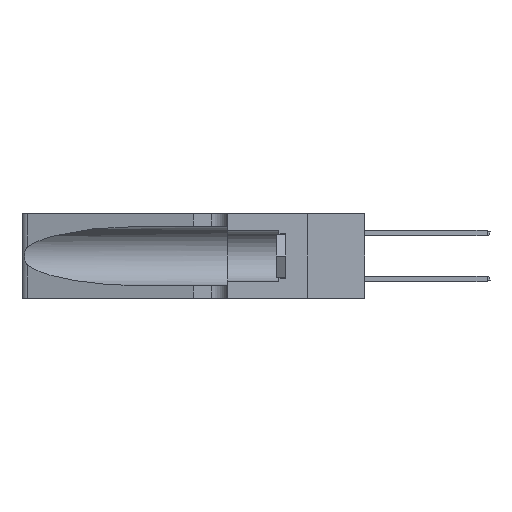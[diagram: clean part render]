
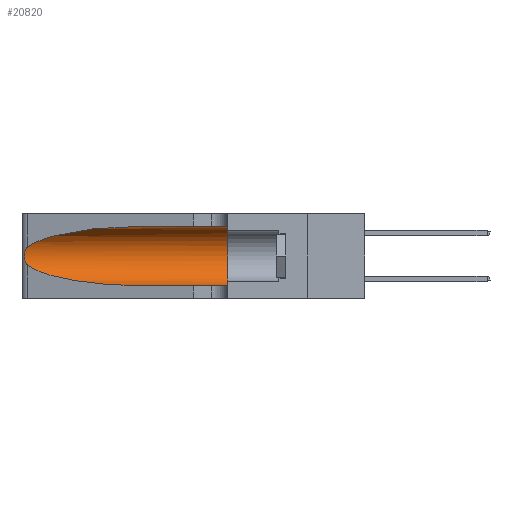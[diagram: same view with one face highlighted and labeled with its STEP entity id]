
A CAD part, left-side view. The second image highlights one B-rep face of the part: STEP entity #20820.
In plain terms, the highlighted cylindrical face has radius 3.308 mm (diameter 6.617 mm), a partial arc.
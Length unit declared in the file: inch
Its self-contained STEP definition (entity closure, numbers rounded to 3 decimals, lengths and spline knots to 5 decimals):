
#172 = CARTESIAN_POINT ( 'NONE',  ( 0.1305, 0.72297, 0.05475 ) ) ;
#477 = CARTESIAN_POINT ( 'NONE',  ( 0.26075, 1.23896, 0.178 ) ) ;
#2197 = ORIENTED_EDGE ( 'NONE', *, *, #4150, .F. ) ;
#2800 = CARTESIAN_POINT ( 'NONE',  ( 0.25856, 1.23593, 0.16098 ) ) ;
#3733 = CARTESIAN_POINT ( 'NONE',  ( 0.2373, 1.15595, 0.28018 ) ) ;
#3980 = ORIENTED_EDGE ( 'NONE', *, *, #7211, .F. ) ;
#4150 = EDGE_CURVE ( 'NONE', #17332, #8538, #28137, .T. ) ;
#4629 = CARTESIAN_POINT ( 'NONE',  ( 0.1305, 0.72297, 0.05475 ) ) ;
#5155 = CARTESIAN_POINT ( 'NONE',  ( 0.25639, 1.23186, 0.15144 ) ) ;
#5603 = ORIENTED_EDGE ( 'NONE', *, *, #24802, .T. ) ;
#5965 = CARTESIAN_POINT ( 'NONE',  ( 0.18966, 0.96281, 0.31525 ) ) ;
#6671 = DIRECTION ( 'NONE',  ( 0., -1., 0. ) ) ;
#6827 = CARTESIAN_POINT ( 'NONE',  ( 0.1305, 0.72297, 0.31525 ) ) ;
#7211 = EDGE_CURVE ( 'NONE', #8538, #21688, #14466, .T. ) ;
#7527 = CARTESIAN_POINT ( 'NONE',  ( 0.25487, 1.22718, 0.14631 ) ) ;
#7612 = CARTESIAN_POINT ( 'NONE',  ( 0.1305, 0.35, 0.185 ) ) ;
#8052 = CARTESIAN_POINT ( 'NONE',  ( 0.1305, 1.61858, 0.05475 ) ) ;
#8538 = VERTEX_POINT ( 'NONE', #25853 ) ;
#9067 = CARTESIAN_POINT ( 'NONE',  ( 0.25487, 1.22718, 0.22369 ) ) ;
#9423 = EDGE_CURVE ( 'NONE', #21473, #12602, #15343, .T. ) ;
#9757 = CARTESIAN_POINT ( 'NONE',  ( 0.25487, 1.22718, 0.22369 ) ) ;
#9789 = ORIENTED_EDGE ( 'NONE', *, *, #11667, .T. ) ;
#9937 = DIRECTION ( 'NONE',  ( 0., 0., 1. ) ) ;
#10388 =( BOUNDED_CURVE ( )  B_SPLINE_CURVE ( 3, ( #24932, #27129, #18334, #4629 ),
 .UNSPECIFIED., .F., .T. ) 
 B_SPLINE_CURVE_WITH_KNOTS ( ( 4, 4 ),
 ( 3.44316, 4.71239 ),
 .UNSPECIFIED. ) 
 CURVE ( )  GEOMETRIC_REPRESENTATION_ITEM ( )  RATIONAL_B_SPLINE_CURVE ( ( 1., 0.87, 0.87, 1. ) ) 
 REPRESENTATION_ITEM ( '' )  );
#11018 = AXIS2_PLACEMENT_3D ( 'NONE', #13668, #6671, #29120 ) ;
#11446 = ORIENTED_EDGE ( 'NONE', *, *, #9423, .T. ) ;
#11667 = EDGE_CURVE ( 'NONE', #17332, #21473, #13321, .T. ) ;
#12053 = CARTESIAN_POINT ( 'NONE',  ( 0.25854, 1.2359, 0.20912 ) ) ;
#12602 = VERTEX_POINT ( 'NONE', #21984 ) ;
#12983 = CARTESIAN_POINT ( 'NONE',  ( 0.1305, 0.72297, 0.31525 ) ) ;
#13321 =( BOUNDED_CURVE ( )  B_SPLINE_CURVE ( 3, ( #12983, #5965, #3733, #19713 ),
 .UNSPECIFIED., .F., .T. ) 
 B_SPLINE_CURVE_WITH_KNOTS ( ( 4, 4 ),
 ( 1.5708, 2.84003 ),
 .UNSPECIFIED. ) 
 CURVE ( )  GEOMETRIC_REPRESENTATION_ITEM ( )  RATIONAL_B_SPLINE_CURVE ( ( 1., 0.87, 0.87, 1. ) ) 
 REPRESENTATION_ITEM ( '' )  );
#13668 = CARTESIAN_POINT ( 'NONE',  ( 0.1305, 1.61858, 0.185 ) ) ;
#14403 = CARTESIAN_POINT ( 'NONE',  ( 0.26075, 1.23896, 0.19203 ) ) ;
#14466 = CIRCLE ( 'NONE', #20791, 0.13025 ) ;
#15343 = B_SPLINE_CURVE_WITH_KNOTS ( 'NONE', 3,
 ( #9757, #23221, #20983, #25456, #12053, #27647, #14403, #477, #16632, #2800, #18843, #5155, #21079, #7527 ),
 .UNSPECIFIED., .F., .F.,
 ( 4, 2, 2, 2, 2, 2, 4 ),
 ( 0., 0.00027, 0.00053, 0.00107, 0.0016, 0.00187, 0.00214 ),
 .UNSPECIFIED. ) ;
#15685 = VECTOR ( 'NONE', #18777, 39.37008 ) ;
#16564 = CARTESIAN_POINT ( 'NONE',  ( 0.1305, 1.61858, 0.31525 ) ) ;
#16632 = CARTESIAN_POINT ( 'NONE',  ( 0.26017, 1.23833, 0.17102 ) ) ;
#16741 = VECTOR ( 'NONE', #28224, 39.37008 ) ;
#17332 = VERTEX_POINT ( 'NONE', #6827 ) ;
#18334 = CARTESIAN_POINT ( 'NONE',  ( 0.18966, 0.96281, 0.05475 ) ) ;
#18777 = DIRECTION ( 'NONE',  ( 0., -1., 0. ) ) ;
#18780 = CARTESIAN_POINT ( 'NONE',  ( 0.1305, 0.35, 0.05475 ) ) ;
#18843 = CARTESIAN_POINT ( 'NONE',  ( 0.25789, 1.23486, 0.15765 ) ) ;
#19135 = CYLINDRICAL_SURFACE ( 'NONE', #11018, 0.13025 ) ;
#19351 = ORIENTED_EDGE ( 'NONE', *, *, #20475, .T. ) ;
#19713 = CARTESIAN_POINT ( 'NONE',  ( 0.25487, 1.22718, 0.22369 ) ) ;
#19840 = FACE_OUTER_BOUND ( 'NONE', #26520, .T. ) ;
#20475 = EDGE_CURVE ( 'NONE', #12602, #24552, #10388, .T. ) ;
#20791 = AXIS2_PLACEMENT_3D ( 'NONE', #7612, #23386, #9937 ) ;
#20820 = ADVANCED_FACE ( 'NONE', ( #19840 ), #19135, .F. ) ;
#20983 = CARTESIAN_POINT ( 'NONE',  ( 0.25639, 1.23184, 0.21858 ) ) ;
#21079 = CARTESIAN_POINT ( 'NONE',  ( 0.25555, 1.22993, 0.14849 ) ) ;
#21473 = VERTEX_POINT ( 'NONE', #9067 ) ;
#21688 = VERTEX_POINT ( 'NONE', #18780 ) ;
#21984 = CARTESIAN_POINT ( 'NONE',  ( 0.25487, 1.22718, 0.14631 ) ) ;
#23221 = CARTESIAN_POINT ( 'NONE',  ( 0.25555, 1.22994, 0.2215 ) ) ;
#23386 = DIRECTION ( 'NONE',  ( 0., 1., 0. ) ) ;
#24552 = VERTEX_POINT ( 'NONE', #172 ) ;
#24802 = EDGE_CURVE ( 'NONE', #24552, #21688, #29137, .T. ) ;
#24932 = CARTESIAN_POINT ( 'NONE',  ( 0.25487, 1.22718, 0.14631 ) ) ;
#25456 = CARTESIAN_POINT ( 'NONE',  ( 0.25787, 1.23484, 0.2124 ) ) ;
#25853 = CARTESIAN_POINT ( 'NONE',  ( 0.1305, 0.35, 0.31525 ) ) ;
#26520 = EDGE_LOOP ( 'NONE', ( #9789, #11446, #19351, #5603, #3980, #2197 ) ) ;
#27129 = CARTESIAN_POINT ( 'NONE',  ( 0.2373, 1.15595, 0.08982 ) ) ;
#27647 = CARTESIAN_POINT ( 'NONE',  ( 0.26018, 1.23835, 0.19895 ) ) ;
#28137 = LINE ( 'NONE', #16564, #15685 ) ;
#28224 = DIRECTION ( 'NONE',  ( 0., -1., 0. ) ) ;
#29120 = DIRECTION ( 'NONE',  ( 0., 0., -1. ) ) ;
#29137 = LINE ( 'NONE', #8052, #16741 ) ;
